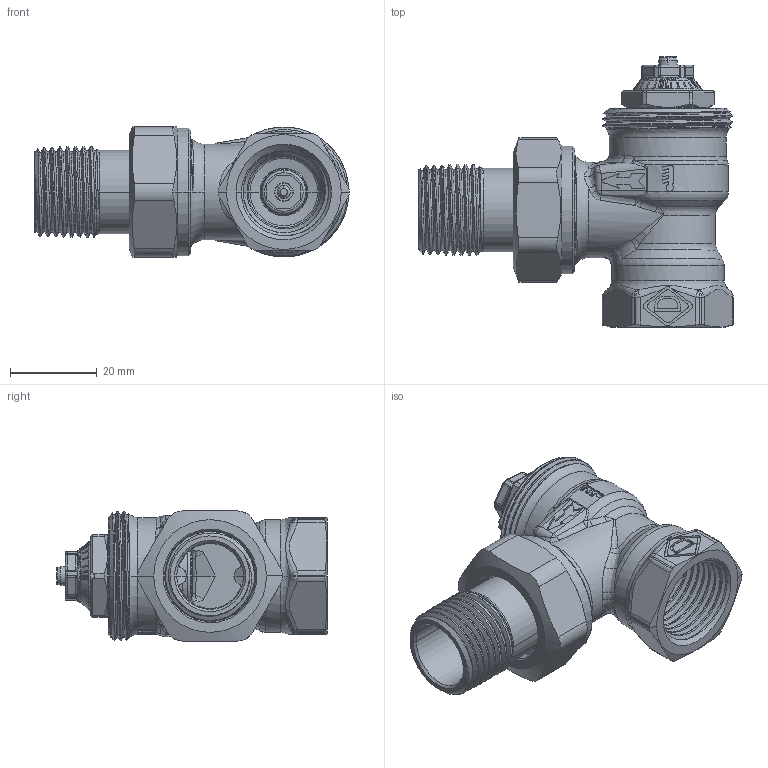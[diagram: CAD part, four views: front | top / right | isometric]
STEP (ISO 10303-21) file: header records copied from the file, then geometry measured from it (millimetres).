
FILE_DESCRIPTION((''),'2;1');
FILE_NAME('3931-02-000-OHNE-B_SW0002','2015-03-06T',('marann'),(''),'PRO/ENGINEER BY PARAMETRIC TECHNOLOGY CORPORATION, 2011490','PRO/ENGINEER BY PARAMETRIC TECHNOLOGY CORPORATION, 2011490','');
FILE_SCHEMA(('CONFIG_CONTROL_DESIGN'));
Products named in the file (1): 3931-02-000-OHNE-B_SW0002
Bounding box: 72.58 x 62.35 x 30 mm (x, y, z)
Volume: 26581.7 mm3; surface area: 23306.2 mm2
Topology: 2 solids, 2 shells, 1270 faces, 3259 edges, 2027 vertices
Faces by surface type: plane 383, cylinder 378, bspline 194, cone 134, torus 117, extrusion 50, sphere 14
Entity records: 58439 total; most frequent: CARTESIAN_POINT 29649, ORIENTED_EDGE 6514, DIRECTION 5327, EDGE_CURVE 3257, AXIS2_PLACEMENT_3D 2049, VERTEX_POINT 2027, EDGE_LOOP 1322, FACE_OUTER_BOUND 1270
